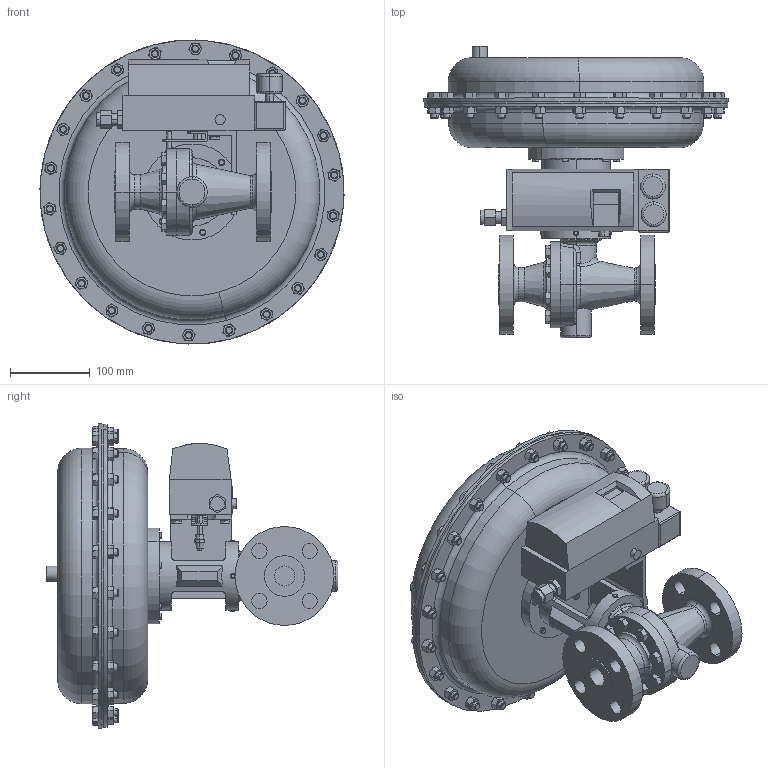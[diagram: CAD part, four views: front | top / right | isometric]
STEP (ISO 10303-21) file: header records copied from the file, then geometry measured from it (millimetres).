
FILE_DESCRIPTION (( 'STEP AP203' ), '1' );
FILE_NAME ('70SP-100-CS+S6-I3-85M-16IQ.STEP', '2017-09-11T17:01:20', ( '' ), ( '' ), 'SwSTEP 2.0', 'SolidWorks 2014', '' );
FILE_SCHEMA (( 'CONFIG_CONTROL_DESIGN' ));
Length unit declared in the file: inch
Products named in the file (1): 70SP-100-CS+S6-I3-85M-16IQ
Bounding box: 380.96 x 365.54 x 380.89 mm (x, y, z)
Volume: 11771282.8 mm3; surface area: 597663.8 mm2
Topology: 1 solids, 1 shells, 1329 faces, 3033 edges, 1816 vertices
Faces by surface type: plane 542, cone 533, cylinder 210, torus 33, bspline 7, sphere 4
Entity records: 41505 total; most frequent: CARTESIAN_POINT 12900, ORIENTED_EDGE 6058, DIRECTION 5672, EDGE_CURVE 3029, AXIS2_PLACEMENT_3D 2311, VERTEX_POINT 1816, EDGE_LOOP 1463, ADVANCED_FACE 1329
